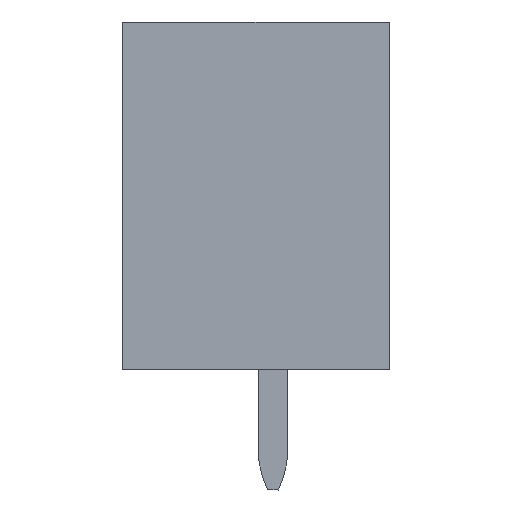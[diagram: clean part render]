
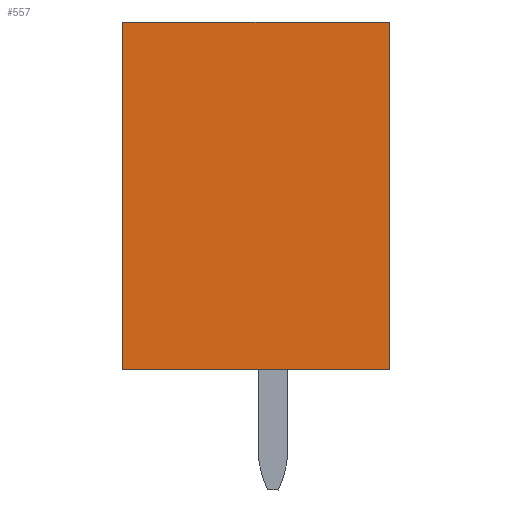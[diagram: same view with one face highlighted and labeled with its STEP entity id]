
A CAD part, left-side view. The second image highlights one B-rep face of the part: STEP entity #557.
In plain terms, the highlighted planar face has unit normal (-1, 0, 0).
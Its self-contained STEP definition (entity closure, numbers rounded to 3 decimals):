
#544=AXIS2_PLACEMENT_3D('Plane Axis2P3D',#541,#542,#543) ;
#40=CARTESIAN_POINT('Vertex',(0.,0.,12.4)) ;
#45=CARTESIAN_POINT('Line Origine',(0.,0.,7.8)) ;
#49=CARTESIAN_POINT('Vertex',(0.,0.,3.2)) ;
#176=CARTESIAN_POINT('Vertex',(0.,7.07,12.4)) ;
#179=CARTESIAN_POINT('Line Origine',(0.,3.535,12.4)) ;
#487=CARTESIAN_POINT('Vertex',(0.,7.07,3.2)) ;
#492=CARTESIAN_POINT('Line Origine',(0.,7.07,7.8)) ;
#541=CARTESIAN_POINT('Axis2P3D Location',(0.,0.,0.)) ;
#546=CARTESIAN_POINT('Line Origine',(0.,3.535,3.2)) ;
#46=DIRECTION('Vector Direction',(0.,0.,-1.)) ;
#180=DIRECTION('Vector Direction',(0.,-1.,0.)) ;
#493=DIRECTION('Vector Direction',(0.,0.,1.)) ;
#542=DIRECTION('Axis2P3D Direction',(-1.,0.,0.)) ;
#543=DIRECTION('Axis2P3D XDirection',(0.,0.,1.)) ;
#547=DIRECTION('Vector Direction',(0.,1.,0.)) ;
#47=VECTOR('Line Direction',#46,1.) ;
#181=VECTOR('Line Direction',#180,1.) ;
#494=VECTOR('Line Direction',#493,1.) ;
#548=VECTOR('Line Direction',#547,1.) ;
#552=ORIENTED_EDGE('',*,*,#550,.T.) ;
#553=ORIENTED_EDGE('',*,*,#51,.T.) ;
#554=ORIENTED_EDGE('',*,*,#183,.T.) ;
#555=ORIENTED_EDGE('',*,*,#496,.T.) ;
#557=ADVANCED_FACE('HOUSING',(#556),#545,.T.) ;
#51=EDGE_CURVE('',#50,#41,#48,.F.) ;
#183=EDGE_CURVE('',#41,#177,#182,.F.) ;
#496=EDGE_CURVE('',#177,#488,#495,.F.) ;
#550=EDGE_CURVE('',#488,#50,#549,.F.) ;
#551=EDGE_LOOP('',(#552,#553,#554,#555)) ;
#556=FACE_OUTER_BOUND('',#551,.T.) ;
#48=LINE('Line',#45,#47) ;
#182=LINE('Line',#179,#181) ;
#495=LINE('Line',#492,#494) ;
#549=LINE('Line',#546,#548) ;
#545=PLANE('',#544) ;
#41=VERTEX_POINT('',#40) ;
#50=VERTEX_POINT('',#49) ;
#177=VERTEX_POINT('',#176) ;
#488=VERTEX_POINT('',#487) ;
